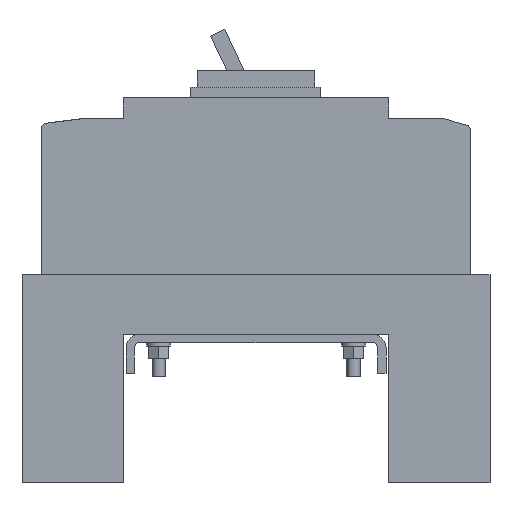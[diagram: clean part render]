
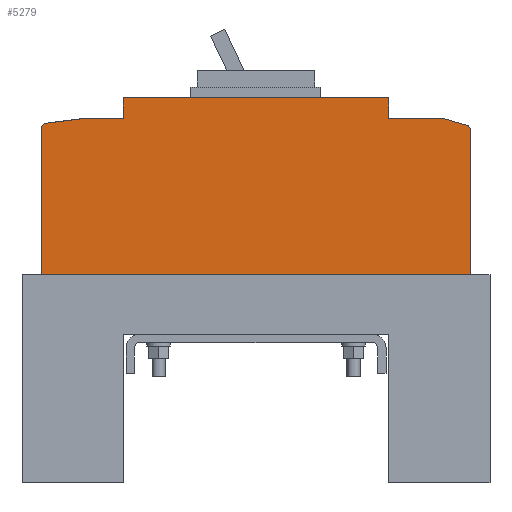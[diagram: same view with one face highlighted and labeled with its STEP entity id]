
A CAD part, left-side view. The second image highlights one B-rep face of the part: STEP entity #5279.
In plain terms, the highlighted planar face has unit normal (-1, 0, 0).
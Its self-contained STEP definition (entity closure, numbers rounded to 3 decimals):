
#79 = LINE ( 'NONE', #10822, #12876 ) ;
#826 = ORIENTED_EDGE ( 'NONE', *, *, #9875, .T. ) ;
#1119 = VECTOR ( 'NONE', #7389, 1000. ) ;
#1179 = CARTESIAN_POINT ( 'NONE',  ( -52.5, 66.5, 60. ) ) ;
#1231 = ORIENTED_EDGE ( 'NONE', *, *, #13378, .T. ) ;
#1446 = ORIENTED_EDGE ( 'NONE', *, *, #11144, .T. ) ;
#1591 = VECTOR ( 'NONE', #11869, 1000. ) ;
#1947 = AXIS2_PLACEMENT_3D ( 'NONE', #4961, #19935, #9990 ) ;
#2167 = LINE ( 'NONE', #7320, #1119 ) ;
#2641 = DIRECTION ( 'NONE',  ( 0., -1., 0. ) ) ;
#2679 = VECTOR ( 'NONE', #4766, 1000. ) ;
#2792 = CARTESIAN_POINT ( 'NONE',  ( -52.5, 80.5, 56.234 ) ) ;
#2969 = LINE ( 'NONE', #16824, #6369 ) ;
#3076 = CARTESIAN_POINT ( 'NONE',  ( -52.5, 51., 68. ) ) ;
#3198 = PLANE ( 'NONE',  #1947 ) ;
#3257 = ORIENTED_EDGE ( 'NONE', *, *, #6112, .T. ) ;
#3306 = VERTEX_POINT ( 'NONE', #12758 ) ;
#3761 = ORIENTED_EDGE ( 'NONE', *, *, #10914, .F. ) ;
#4181 = FACE_OUTER_BOUND ( 'NONE', #4395, .T. ) ;
#4395 = EDGE_LOOP ( 'NONE', ( #3761, #826, #11363, #7315, #12878, #9142, #10877, #9852, #1231, #3257, #17866, #1446 ) ) ;
#4441 = DIRECTION ( 'NONE',  ( 0., 1., 0. ) ) ;
#4476 = VERTEX_POINT ( 'NONE', #14511 ) ;
#4574 = VERTEX_POINT ( 'NONE', #3076 ) ;
#4629 = VECTOR ( 'NONE', #5070, 1000. ) ;
#4766 = DIRECTION ( 'NONE',  ( 0., 0., -1. ) ) ;
#4961 = CARTESIAN_POINT ( 'NONE',  ( -52.5, 82.5, 68. ) ) ;
#5070 = DIRECTION ( 'NONE',  ( 0., 0.992, -0.124 ) ) ;
#5115 = EDGE_CURVE ( 'NONE', #17897, #4574, #15955, .T. ) ;
#5130 = VERTEX_POINT ( 'NONE', #9400 ) ;
#5279 = ADVANCED_FACE ( 'NONE', ( #4181 ), #3198, .F. ) ;
#5367 = VERTEX_POINT ( 'NONE', #18427 ) ;
#5574 = LINE ( 'NONE', #17077, #13935 ) ;
#5591 = CIRCLE ( 'NONE', #21476, 2. ) ;
#6030 = LINE ( 'NONE', #15269, #1591 ) ;
#6112 = EDGE_CURVE ( 'NONE', #15546, #14479, #5591, .T. ) ;
#6369 = VECTOR ( 'NONE', #15150, 1000. ) ;
#6532 = CARTESIAN_POINT ( 'NONE',  ( -52.5, -81.049, 57.414 ) ) ;
#6967 = EDGE_CURVE ( 'NONE', #5367, #3306, #19305, .T. ) ;
#7240 = DIRECTION ( 'NONE',  ( -1., 0., 0. ) ) ;
#7315 = ORIENTED_EDGE ( 'NONE', *, *, #6967, .F. ) ;
#7320 = CARTESIAN_POINT ( 'NONE',  ( -52.5, 82.5, 60. ) ) ;
#7389 = DIRECTION ( 'NONE',  ( 0., -1., 0. ) ) ;
#7958 = VERTEX_POINT ( 'NONE', #1179 ) ;
#8782 = DIRECTION ( 'NONE',  ( 0., 0., -1. ) ) ;
#9053 = LINE ( 'NONE', #15068, #4629 ) ;
#9142 = ORIENTED_EDGE ( 'NONE', *, *, #17424, .F. ) ;
#9400 = CARTESIAN_POINT ( 'NONE',  ( -52.5, 82.5, 0. ) ) ;
#9852 = ORIENTED_EDGE ( 'NONE', *, *, #20577, .F. ) ;
#9875 = EDGE_CURVE ( 'NONE', #4476, #13988, #15460, .T. ) ;
#9990 = DIRECTION ( 'NONE',  ( 0., 1., 0. ) ) ;
#10822 = CARTESIAN_POINT ( 'NONE',  ( -52.5, 82.5, 0. ) ) ;
#10877 = ORIENTED_EDGE ( 'NONE', *, *, #5115, .F. ) ;
#10914 = EDGE_CURVE ( 'NONE', #4476, #20356, #5574, .T. ) ;
#11144 = EDGE_CURVE ( 'NONE', #5130, #20356, #79, .T. ) ;
#11334 = EDGE_CURVE ( 'NONE', #14479, #5130, #15472, .T. ) ;
#11363 = ORIENTED_EDGE ( 'NONE', *, *, #19767, .T. ) ;
#11869 = DIRECTION ( 'NONE',  ( 0., 0.962, 0.275 ) ) ;
#12187 = CARTESIAN_POINT ( 'NONE',  ( -52.5, -82.5, 0. ) ) ;
#12265 = VERTEX_POINT ( 'NONE', #20705 ) ;
#12750 = LINE ( 'NONE', #17202, #14034 ) ;
#12758 = CARTESIAN_POINT ( 'NONE',  ( -52.5, -72., 60. ) ) ;
#12876 = VECTOR ( 'NONE', #2641, 1000. ) ;
#12878 = ORIENTED_EDGE ( 'NONE', *, *, #19079, .T. ) ;
#13378 = EDGE_CURVE ( 'NONE', #7958, #15546, #9053, .T. ) ;
#13935 = VECTOR ( 'NONE', #8782, 1000. ) ;
#13988 = VERTEX_POINT ( 'NONE', #6532 ) ;
#14034 = VECTOR ( 'NONE', #18853, 1000. ) ;
#14339 = CARTESIAN_POINT ( 'NONE',  ( -52.5, 51., 60. ) ) ;
#14425 = DIRECTION ( 'NONE',  ( -1., 0., 0. ) ) ;
#14479 = VERTEX_POINT ( 'NONE', #14675 ) ;
#14511 = CARTESIAN_POINT ( 'NONE',  ( -52.5, -82.5, 55.491 ) ) ;
#14675 = CARTESIAN_POINT ( 'NONE',  ( -52.5, 82.5, 56.234 ) ) ;
#14737 = CARTESIAN_POINT ( 'NONE',  ( -52.5, 82.5, 68. ) ) ;
#14935 = VECTOR ( 'NONE', #20062, 1000. ) ;
#15002 = CARTESIAN_POINT ( 'NONE',  ( -52.5, -82.5, 60. ) ) ;
#15068 = CARTESIAN_POINT ( 'NONE',  ( -52.5, 66.5, 60. ) ) ;
#15150 = DIRECTION ( 'NONE',  ( 0., 0., 1. ) ) ;
#15269 = CARTESIAN_POINT ( 'NONE',  ( -52.5, -72., 60. ) ) ;
#15345 = CARTESIAN_POINT ( 'NONE',  ( -52.5, 80.748, 58.219 ) ) ;
#15460 = CIRCLE ( 'NONE', #20222, 2. ) ;
#15472 = LINE ( 'NONE', #14737, #2679 ) ;
#15546 = VERTEX_POINT ( 'NONE', #15345 ) ;
#15955 = LINE ( 'NONE', #14339, #20342 ) ;
#16824 = CARTESIAN_POINT ( 'NONE',  ( -52.5, -51., 60. ) ) ;
#17077 = CARTESIAN_POINT ( 'NONE',  ( -52.5, -82.5, 68. ) ) ;
#17198 = CARTESIAN_POINT ( 'NONE',  ( -52.5, -80.5, 55.491 ) ) ;
#17202 = CARTESIAN_POINT ( 'NONE',  ( -52.5, 82.5, 68. ) ) ;
#17424 = EDGE_CURVE ( 'NONE', #4574, #12265, #12750, .T. ) ;
#17695 = DIRECTION ( 'NONE',  ( 0., 0., 1. ) ) ;
#17866 = ORIENTED_EDGE ( 'NONE', *, *, #11334, .T. ) ;
#17897 = VERTEX_POINT ( 'NONE', #20363 ) ;
#18427 = CARTESIAN_POINT ( 'NONE',  ( -52.5, -51., 60. ) ) ;
#18849 = DIRECTION ( 'NONE',  ( 0., 1., 0. ) ) ;
#18853 = DIRECTION ( 'NONE',  ( 0., -1., 0. ) ) ;
#19079 = EDGE_CURVE ( 'NONE', #5367, #12265, #2969, .T. ) ;
#19305 = LINE ( 'NONE', #15002, #14935 ) ;
#19767 = EDGE_CURVE ( 'NONE', #13988, #3306, #6030, .T. ) ;
#19935 = DIRECTION ( 'NONE',  ( 1., 0., 0. ) ) ;
#20062 = DIRECTION ( 'NONE',  ( 0., -1., 0. ) ) ;
#20222 = AXIS2_PLACEMENT_3D ( 'NONE', #17198, #7240, #18849 ) ;
#20342 = VECTOR ( 'NONE', #17695, 1000. ) ;
#20356 = VERTEX_POINT ( 'NONE', #12187 ) ;
#20363 = CARTESIAN_POINT ( 'NONE',  ( -52.5, 51., 60. ) ) ;
#20577 = EDGE_CURVE ( 'NONE', #7958, #17897, #2167, .T. ) ;
#20705 = CARTESIAN_POINT ( 'NONE',  ( -52.5, -51., 68. ) ) ;
#21476 = AXIS2_PLACEMENT_3D ( 'NONE', #2792, #14425, #4441 ) ;
